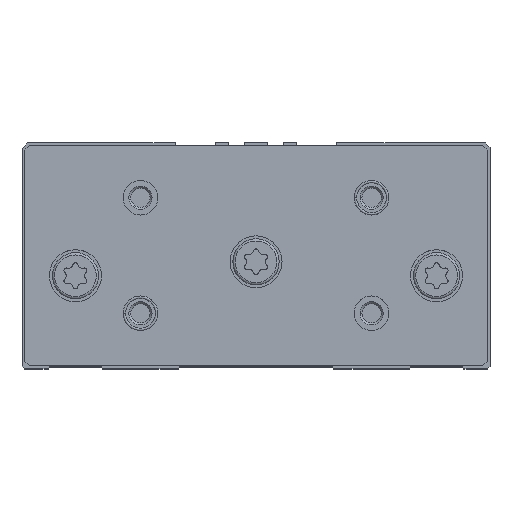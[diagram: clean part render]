
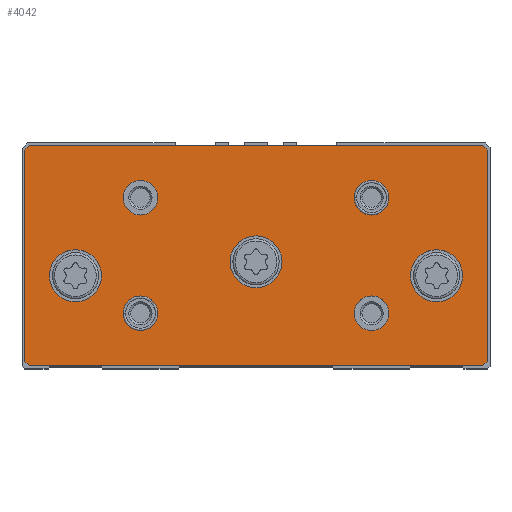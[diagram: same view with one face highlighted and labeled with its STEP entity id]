
A CAD part, top view. The second image highlights one B-rep face of the part: STEP entity #4042.
In plain terms, the highlighted face is planar.
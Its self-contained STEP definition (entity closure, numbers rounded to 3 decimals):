
#384=LINE('',#6948,#622);
#388=LINE('',#6957,#626);
#391=LINE('',#6963,#629);
#394=LINE('',#6969,#632);
#397=LINE('',#6975,#635);
#400=LINE('',#6981,#638);
#403=LINE('',#6987,#641);
#406=LINE('',#6993,#644);
#622=VECTOR('',#5675,1000.);
#626=VECTOR('',#5681,1000.);
#629=VECTOR('',#5686,1000.);
#632=VECTOR('',#5691,1000.);
#635=VECTOR('',#5696,1000.);
#638=VECTOR('',#5701,1000.);
#641=VECTOR('',#5706,1000.);
#644=VECTOR('',#5711,1000.);
#1330=ORIENTED_EDGE('',*,*,#2065,.F.);
#1331=ORIENTED_EDGE('',*,*,#2066,.F.);
#1332=ORIENTED_EDGE('',*,*,#2067,.F.);
#1333=ORIENTED_EDGE('',*,*,#2068,.F.);
#1334=ORIENTED_EDGE('',*,*,#2069,.F.);
#1335=ORIENTED_EDGE('',*,*,#2070,.F.);
#1336=ORIENTED_EDGE('',*,*,#2071,.F.);
#1337=ORIENTED_EDGE('',*,*,#2034,.T.);
#1338=ORIENTED_EDGE('',*,*,#2038,.T.);
#1339=ORIENTED_EDGE('',*,*,#2041,.T.);
#1340=ORIENTED_EDGE('',*,*,#2044,.T.);
#1341=ORIENTED_EDGE('',*,*,#2047,.T.);
#1342=ORIENTED_EDGE('',*,*,#2050,.T.);
#1343=ORIENTED_EDGE('',*,*,#2053,.T.);
#1344=ORIENTED_EDGE('',*,*,#2056,.T.);
#2034=EDGE_CURVE('',#2493,#2494,#384,.T.);
#2038=EDGE_CURVE('',#2494,#2497,#388,.T.);
#2041=EDGE_CURVE('',#2497,#2499,#391,.T.);
#2044=EDGE_CURVE('',#2499,#2501,#394,.T.);
#2047=EDGE_CURVE('',#2501,#2503,#397,.T.);
#2050=EDGE_CURVE('',#2503,#2505,#400,.T.);
#2053=EDGE_CURVE('',#2505,#2507,#403,.T.);
#2056=EDGE_CURVE('',#2507,#2493,#406,.T.);
#2065=EDGE_CURVE('',#2514,#2514,#2794,.T.);
#2066=EDGE_CURVE('',#2515,#2515,#2795,.T.);
#2067=EDGE_CURVE('',#2516,#2516,#2796,.T.);
#2068=EDGE_CURVE('',#2517,#2517,#2797,.T.);
#2069=EDGE_CURVE('',#2518,#2518,#2798,.T.);
#2070=EDGE_CURVE('',#2519,#2519,#2799,.T.);
#2071=EDGE_CURVE('',#2520,#2520,#2800,.T.);
#2493=VERTEX_POINT('',#6949);
#2494=VERTEX_POINT('',#6950);
#2497=VERTEX_POINT('',#6958);
#2499=VERTEX_POINT('',#6964);
#2501=VERTEX_POINT('',#6970);
#2503=VERTEX_POINT('',#6976);
#2505=VERTEX_POINT('',#6982);
#2507=VERTEX_POINT('',#6988);
#2514=VERTEX_POINT('',#7010);
#2515=VERTEX_POINT('',#7012);
#2516=VERTEX_POINT('',#7014);
#2517=VERTEX_POINT('',#7016);
#2518=VERTEX_POINT('',#7018);
#2519=VERTEX_POINT('',#7020);
#2520=VERTEX_POINT('',#7022);
#2794=CIRCLE('',#4691,9.);
#2795=CIRCLE('',#4692,9.);
#2796=CIRCLE('',#4693,9.);
#2797=CIRCLE('',#4694,6.);
#2798=CIRCLE('',#4695,6.);
#2799=CIRCLE('',#4696,6.);
#2800=CIRCLE('',#4697,6.);
#3161=EDGE_LOOP('',(#1330));
#3162=EDGE_LOOP('',(#1331));
#3163=EDGE_LOOP('',(#1332));
#3164=EDGE_LOOP('',(#1333));
#3165=EDGE_LOOP('',(#1334));
#3166=EDGE_LOOP('',(#1335));
#3167=EDGE_LOOP('',(#1336));
#3168=EDGE_LOOP('',(#1337,#1338,#1339,#1340,#1341,#1342,#1343,#1344));
#3599=FACE_BOUND('',#3161,.T.);
#3600=FACE_BOUND('',#3162,.T.);
#3601=FACE_BOUND('',#3163,.T.);
#3602=FACE_BOUND('',#3164,.T.);
#3603=FACE_BOUND('',#3165,.T.);
#3604=FACE_BOUND('',#3166,.T.);
#3605=FACE_BOUND('',#3167,.T.);
#3606=FACE_BOUND('',#3168,.T.);
#3848=PLANE('',#4690);
#4042=ADVANCED_FACE('',(#3599,#3600,#3601,#3602,#3603,#3604,#3605,#3606),
#3848,.F.);
#4690=AXIS2_PLACEMENT_3D('',#7008,#5727,#5728);
#4691=AXIS2_PLACEMENT_3D('',#7009,#5729,#5730);
#4692=AXIS2_PLACEMENT_3D('',#7011,#5731,#5732);
#4693=AXIS2_PLACEMENT_3D('',#7013,#5733,#5734);
#4694=AXIS2_PLACEMENT_3D('',#7015,#5735,#5736);
#4695=AXIS2_PLACEMENT_3D('',#7017,#5737,#5738);
#4696=AXIS2_PLACEMENT_3D('',#7019,#5739,#5740);
#4697=AXIS2_PLACEMENT_3D('',#7021,#5741,#5742);
#5675=DIRECTION('',(0.,-1.,0.));
#5681=DIRECTION('',(0.,-0.707,-0.707));
#5686=DIRECTION('',(0.,0.,-1.));
#5691=DIRECTION('',(0.,0.707,-0.707));
#5696=DIRECTION('',(0.,1.,0.));
#5701=DIRECTION('',(0.,0.707,0.707));
#5706=DIRECTION('',(0.,0.,1.));
#5711=DIRECTION('',(0.,-0.707,0.707));
#5727=DIRECTION('',(-1.,0.,0.));
#5728=DIRECTION('',(0.,0.,1.));
#5729=DIRECTION('',(1.,0.,0.));
#5730=DIRECTION('',(0.,0.,-1.));
#5731=DIRECTION('',(1.,0.,0.));
#5732=DIRECTION('',(0.,0.,-1.));
#5733=DIRECTION('',(1.,0.,0.));
#5734=DIRECTION('',(0.,0.,-1.));
#5735=DIRECTION('',(1.,0.,0.));
#5736=DIRECTION('',(0.,0.,-1.));
#5737=DIRECTION('',(1.,0.,0.));
#5738=DIRECTION('',(0.,0.,-1.));
#5739=DIRECTION('',(1.,0.,0.));
#5740=DIRECTION('',(0.,0.,-1.));
#5741=DIRECTION('',(1.,0.,0.));
#5742=DIRECTION('',(0.,0.,-1.));
#6948=CARTESIAN_POINT('',(18.,38.7,80.));
#6949=CARTESIAN_POINT('',(18.,38.7,80.));
#6950=CARTESIAN_POINT('',(18.,-34.3,80.));
#6957=CARTESIAN_POINT('',(18.,-34.3,80.));
#6958=CARTESIAN_POINT('',(18.,-35.8,78.5));
#6963=CARTESIAN_POINT('',(18.,-35.8,78.5));
#6964=CARTESIAN_POINT('',(18.,-35.8,-78.5));
#6969=CARTESIAN_POINT('',(18.,-35.8,-78.5));
#6970=CARTESIAN_POINT('',(18.,-34.3,-80.));
#6975=CARTESIAN_POINT('',(18.,-34.3,-80.));
#6976=CARTESIAN_POINT('',(18.,38.7,-80.));
#6981=CARTESIAN_POINT('',(18.,38.7,-80.));
#6982=CARTESIAN_POINT('',(18.,40.2,-78.5));
#6987=CARTESIAN_POINT('',(18.,40.2,-78.5));
#6988=CARTESIAN_POINT('',(18.,40.2,78.5));
#6993=CARTESIAN_POINT('',(18.,40.2,78.5));
#7008=CARTESIAN_POINT('',(18.,-4.8,-72.5));
#7009=CARTESIAN_POINT('',(18.,-4.8,-62.5));
#7010=CARTESIAN_POINT('',(18.,-4.8,-71.5));
#7011=CARTESIAN_POINT('',(18.,-4.8,62.5));
#7012=CARTESIAN_POINT('',(18.,-4.8,53.5));
#7013=CARTESIAN_POINT('',(18.,0.,0.));
#7014=CARTESIAN_POINT('',(18.,0.,-9.));
#7015=CARTESIAN_POINT('',(18.,-17.8,40.));
#7016=CARTESIAN_POINT('',(18.,-17.8,34.));
#7017=CARTESIAN_POINT('',(18.,-17.8,-40.));
#7018=CARTESIAN_POINT('',(18.,-17.8,-46.));
#7019=CARTESIAN_POINT('',(18.,22.2,40.));
#7020=CARTESIAN_POINT('',(18.,22.2,34.));
#7021=CARTESIAN_POINT('',(18.,22.2,-40.));
#7022=CARTESIAN_POINT('',(18.,22.2,-46.));
